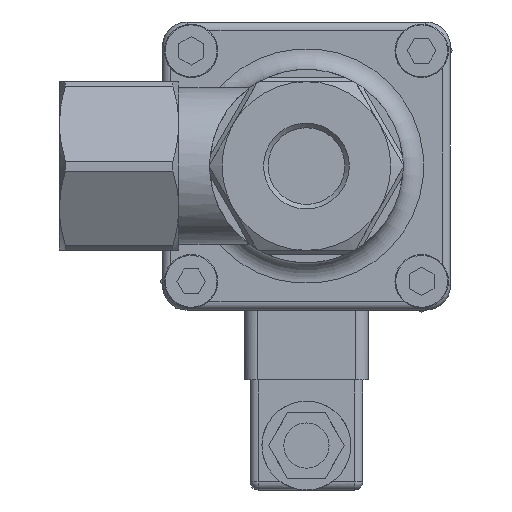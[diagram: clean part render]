
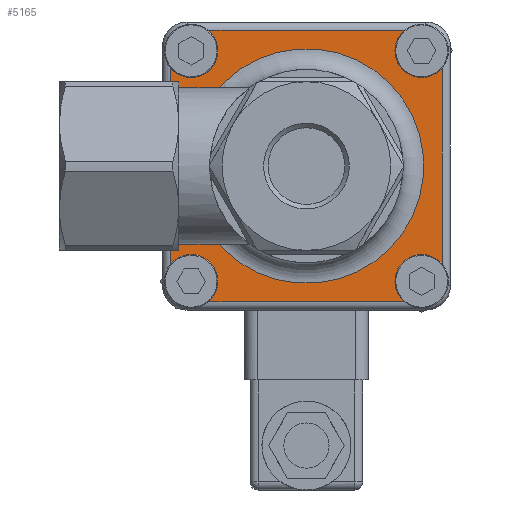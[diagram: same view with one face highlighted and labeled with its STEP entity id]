
A CAD part, front view. The second image highlights one B-rep face of the part: STEP entity #5165.
In plain terms, the highlighted planar face has unit normal (0, -1, 0).
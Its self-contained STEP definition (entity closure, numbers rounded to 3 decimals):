
#42=B_SPLINE_CURVE_WITH_KNOTS('',3,(#8488,#8489,#8490,#8491),
 .UNSPECIFIED.,.F.,.F.,(4,4),(0.072,0.073),
 .UNSPECIFIED.);
#43=B_SPLINE_CURVE_WITH_KNOTS('',3,(#8507,#8508,#8509,#8510),
 .UNSPECIFIED.,.F.,.F.,(4,4),(0.04,0.042),
 .UNSPECIFIED.);
#378=CIRCLE('',#5635,6.3);
#379=CIRCLE('',#5636,28.5);
#380=CIRCLE('',#5637,6.3);
#381=CIRCLE('',#5638,6.3);
#382=CIRCLE('',#5639,6.3);
#684=FACE_OUTER_BOUND('',#1060,.T.);
#1060=EDGE_LOOP('',(#3960,#3961,#3962,#3963,#3964,#3965,#3966,#3967,#3968,
#3969,#3970,#3971,#3972,#3973,#3974,#3975,#3976,#3977,#3978,#3979));
#1593=LINE('',#8480,#1942);
#1594=LINE('',#8484,#1943);
#1595=LINE('',#8486,#1944);
#1596=LINE('',#8493,#1945);
#1597=LINE('',#8495,#1946);
#1598=LINE('',#8497,#1947);
#1599=LINE('',#8501,#1948);
#1600=LINE('',#8503,#1949);
#1601=LINE('',#8505,#1950);
#1602=LINE('',#8512,#1951);
#1603=LINE('',#8514,#1952);
#1604=LINE('',#8518,#1953);
#1605=LINE('',#8522,#1954);
#1942=VECTOR('',#6663,48.334);
#1943=VECTOR('',#6666,8.282);
#1944=VECTOR('',#6667,1.418);
#1945=VECTOR('',#6668,0.004);
#1946=VECTOR('',#6669,2.222);
#1947=VECTOR('',#6670,5.28);
#1948=VECTOR('',#6673,5.28);
#1949=VECTOR('',#6674,2.222);
#1950=VECTOR('',#6675,0.004);
#1951=VECTOR('',#6676,1.418);
#1952=VECTOR('',#6677,8.282);
#1953=VECTOR('',#6680,48.334);
#1954=VECTOR('',#6683,48.334);
#2348=VERTEX_POINT('',#8478);
#2349=VERTEX_POINT('',#8479);
#2350=VERTEX_POINT('',#8481);
#2351=VERTEX_POINT('',#8483);
#2352=VERTEX_POINT('',#8485);
#2353=VERTEX_POINT('',#8487);
#2354=VERTEX_POINT('',#8492);
#2355=VERTEX_POINT('',#8494);
#2356=VERTEX_POINT('',#8496);
#2357=VERTEX_POINT('',#8498);
#2358=VERTEX_POINT('',#8500);
#2359=VERTEX_POINT('',#8502);
#2360=VERTEX_POINT('',#8504);
#2361=VERTEX_POINT('',#8506);
#2362=VERTEX_POINT('',#8511);
#2363=VERTEX_POINT('',#8513);
#2364=VERTEX_POINT('',#8515);
#2365=VERTEX_POINT('',#8517);
#2366=VERTEX_POINT('',#8519);
#2367=VERTEX_POINT('',#8521);
#2947=EDGE_CURVE('',#2348,#2349,#1593,.T.);
#2948=EDGE_CURVE('',#2349,#2350,#378,.T.);
#2949=EDGE_CURVE('',#2350,#2351,#1594,.T.);
#2950=EDGE_CURVE('',#2351,#2352,#1595,.T.);
#2951=EDGE_CURVE('',#2353,#2352,#42,.T.);
#2952=EDGE_CURVE('',#2353,#2354,#1596,.T.);
#2953=EDGE_CURVE('',#2355,#2354,#1597,.T.);
#2954=EDGE_CURVE('',#2355,#2356,#1598,.T.);
#2955=EDGE_CURVE('',#2356,#2357,#379,.T.);
#2956=EDGE_CURVE('',#2357,#2358,#1599,.T.);
#2957=EDGE_CURVE('',#2359,#2358,#1600,.T.);
#2958=EDGE_CURVE('',#2359,#2360,#1601,.T.);
#2959=EDGE_CURVE('',#2361,#2360,#43,.T.);
#2960=EDGE_CURVE('',#2361,#2362,#1602,.T.);
#2961=EDGE_CURVE('',#2362,#2363,#1603,.T.);
#2962=EDGE_CURVE('',#2363,#2364,#380,.T.);
#2963=EDGE_CURVE('',#2364,#2365,#1604,.T.);
#2964=EDGE_CURVE('',#2365,#2366,#381,.T.);
#2965=EDGE_CURVE('',#2366,#2367,#1605,.T.);
#2966=EDGE_CURVE('',#2367,#2348,#382,.T.);
#3960=ORIENTED_EDGE('',*,*,#2947,.T.);
#3961=ORIENTED_EDGE('',*,*,#2948,.T.);
#3962=ORIENTED_EDGE('',*,*,#2949,.T.);
#3963=ORIENTED_EDGE('',*,*,#2950,.T.);
#3964=ORIENTED_EDGE('',*,*,#2951,.F.);
#3965=ORIENTED_EDGE('',*,*,#2952,.T.);
#3966=ORIENTED_EDGE('',*,*,#2953,.F.);
#3967=ORIENTED_EDGE('',*,*,#2954,.T.);
#3968=ORIENTED_EDGE('',*,*,#2955,.T.);
#3969=ORIENTED_EDGE('',*,*,#2956,.T.);
#3970=ORIENTED_EDGE('',*,*,#2957,.F.);
#3971=ORIENTED_EDGE('',*,*,#2958,.T.);
#3972=ORIENTED_EDGE('',*,*,#2959,.F.);
#3973=ORIENTED_EDGE('',*,*,#2960,.T.);
#3974=ORIENTED_EDGE('',*,*,#2961,.T.);
#3975=ORIENTED_EDGE('',*,*,#2962,.T.);
#3976=ORIENTED_EDGE('',*,*,#2963,.T.);
#3977=ORIENTED_EDGE('',*,*,#2964,.T.);
#3978=ORIENTED_EDGE('',*,*,#2965,.T.);
#3979=ORIENTED_EDGE('',*,*,#2966,.T.);
#4913=PLANE('',#5634);
#5165=ADVANCED_FACE('',(#684),#4913,.F.);
#5634=AXIS2_PLACEMENT_3D('',#8477,#6661,#6662);
#5635=AXIS2_PLACEMENT_3D('',#8482,#6664,#6665);
#5636=AXIS2_PLACEMENT_3D('',#8499,#6671,#6672);
#5637=AXIS2_PLACEMENT_3D('',#8516,#6678,#6679);
#5638=AXIS2_PLACEMENT_3D('',#8520,#6681,#6682);
#5639=AXIS2_PLACEMENT_3D('',#8523,#6684,#6685);
#6661=DIRECTION('center_axis',(0.,1.,0.));
#6662=DIRECTION('ref_axis',(0.,0.,1.));
#6663=DIRECTION('',(-1.,0.,0.));
#6664=DIRECTION('center_axis',(0.,1.,0.));
#6665=DIRECTION('ref_axis',(-1.,0.,0.));
#6666=DIRECTION('',(0.,0.,-1.));
#6667=DIRECTION('',(1.,0.,0.));
#6668=DIRECTION('',(1.,0.,0.));
#6669=DIRECTION('',(0.,0.,1.));
#6670=DIRECTION('',(1.,0.,0.));
#6671=DIRECTION('center_axis',(0.,1.,0.));
#6672=DIRECTION('ref_axis',(0.,0.,1.));
#6673=DIRECTION('',(-1.,0.,0.));
#6674=DIRECTION('',(0.,0.,1.));
#6675=DIRECTION('',(-1.,0.,0.));
#6676=DIRECTION('',(-1.,0.,0.));
#6677=DIRECTION('',(0.,0.,-1.));
#6678=DIRECTION('center_axis',(0.,1.,0.));
#6679=DIRECTION('ref_axis',(0.,0.,
-1.));
#6680=DIRECTION('',(1.,0.,0.));
#6681=DIRECTION('center_axis',(0.,1.,0.));
#6682=DIRECTION('ref_axis',(1.,0.,0.));
#6683=DIRECTION('',(0.,0.,1.));
#6684=DIRECTION('center_axis',(0.,1.,0.));
#6685=DIRECTION('ref_axis',(0.,0.,
1.));
#8477=CARTESIAN_POINT('Origin',(-35.,-124.,35.));
#8478=CARTESIAN_POINT('',(24.167,-124.,33.));
#8479=CARTESIAN_POINT('',(-24.167,-124.,33.));
#8480=CARTESIAN_POINT('',(-35.,-124.,33.));
#8481=CARTESIAN_POINT('',(-33.,-124.,24.167));
#8482=CARTESIAN_POINT('Origin',(-28.,-124.,28.));
#8483=CARTESIAN_POINT('',(-33.,-124.,15.885));
#8484=CARTESIAN_POINT('',(-33.,-124.,35.));
#8485=CARTESIAN_POINT('',(-31.582,-124.,15.885));
#8486=CARTESIAN_POINT('',(-35.,-124.,15.885));
#8487=CARTESIAN_POINT('',(-31.004,-124.,14.5));
#8488=CARTESIAN_POINT('Ctrl Pts',(-31.004,-124.,14.5));
#8489=CARTESIAN_POINT('Ctrl Pts',(-31.193,-124.,14.964));
#8490=CARTESIAN_POINT('Ctrl Pts',(-31.386,-124.,15.425));
#8491=CARTESIAN_POINT('Ctrl Pts',(-31.582,-124.,15.885));
#8492=CARTESIAN_POINT('',(-31.,-124.,14.5));
#8493=CARTESIAN_POINT('',(-31.,-124.,14.5));
#8494=CARTESIAN_POINT('',(-31.,-124.,12.278));
#8495=CARTESIAN_POINT('',(-31.,-124.,35.));
#8496=CARTESIAN_POINT('',(-25.72,-124.,12.278));
#8497=CARTESIAN_POINT('',(-60.,-124.,12.278));
#8498=CARTESIAN_POINT('',(-25.72,-124.,-12.278));
#8499=CARTESIAN_POINT('Origin',(0.,-124.,0.));
#8500=CARTESIAN_POINT('',(-31.,-124.,-12.278));
#8501=CARTESIAN_POINT('',(-60.,-124.,-12.278));
#8502=CARTESIAN_POINT('',(-31.,-124.,-14.5));
#8503=CARTESIAN_POINT('',(-31.,-124.,35.));
#8504=CARTESIAN_POINT('',(-31.004,-124.,-14.5));
#8505=CARTESIAN_POINT('',(-32.732,-124.,-14.5));
#8506=CARTESIAN_POINT('',(-31.582,-124.,-15.885));
#8507=CARTESIAN_POINT('Ctrl Pts',(-31.582,-124.,-15.885));
#8508=CARTESIAN_POINT('Ctrl Pts',(-31.386,-124.,-15.425));
#8509=CARTESIAN_POINT('Ctrl Pts',(-31.193,-124.,-14.963));
#8510=CARTESIAN_POINT('Ctrl Pts',(-31.004,-124.,-14.5));
#8511=CARTESIAN_POINT('',(-33.,-124.,-15.885));
#8512=CARTESIAN_POINT('',(-35.,-124.,-15.885));
#8513=CARTESIAN_POINT('',(-33.,-124.,-24.167));
#8514=CARTESIAN_POINT('',(-33.,-124.,35.));
#8515=CARTESIAN_POINT('',(-24.167,-124.,-33.));
#8516=CARTESIAN_POINT('Origin',(-28.,-124.,-28.));
#8517=CARTESIAN_POINT('',(24.167,-124.,-33.));
#8518=CARTESIAN_POINT('',(-35.,-124.,-33.));
#8519=CARTESIAN_POINT('',(33.,-124.,-24.167));
#8520=CARTESIAN_POINT('Origin',(28.,-124.,-28.));
#8521=CARTESIAN_POINT('',(33.,-124.,24.167));
#8522=CARTESIAN_POINT('',(33.,-124.,35.));
#8523=CARTESIAN_POINT('Origin',(28.,-124.,28.));
